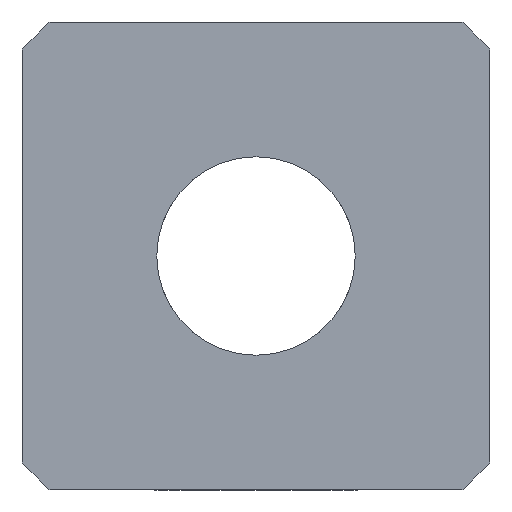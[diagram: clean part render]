
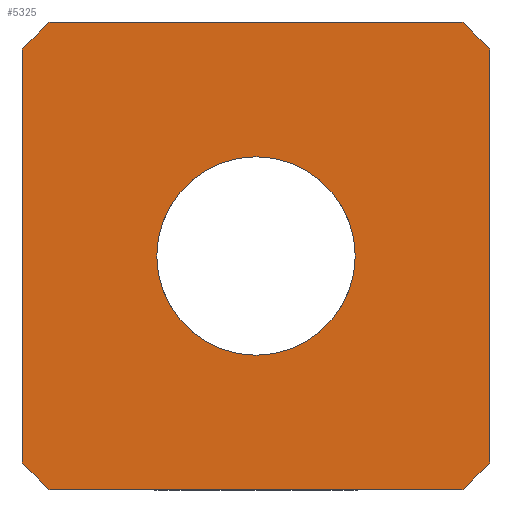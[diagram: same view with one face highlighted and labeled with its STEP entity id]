
A CAD part, left-side view. The second image highlights one B-rep face of the part: STEP entity #5325.
In plain terms, the highlighted planar face has unit normal (-1, 0, 0).
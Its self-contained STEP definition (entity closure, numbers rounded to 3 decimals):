
#44 = AXIS2_PLACEMENT_3D ( 'NONE', #1283, #2214, #1220 ) ;
#63 = CARTESIAN_POINT ( 'NONE',  ( -82.296, -4.193, -4.762 ) ) ;
#128 = CARTESIAN_POINT ( 'NONE',  ( -82.296, -4.763, 4.193 ) ) ;
#162 = VERTEX_POINT ( 'NONE', #3023 ) ;
#213 = FACE_OUTER_BOUND ( 'NONE', #4824, .T. ) ;
#340 = CIRCLE ( 'NONE', #531, 2.019 ) ;
#418 = DIRECTION ( 'NONE',  ( 0., 0., -1. ) ) ;
#431 = AXIS2_PLACEMENT_3D ( 'NONE', #4436, #4001, #4033 ) ;
#531 = AXIS2_PLACEMENT_3D ( 'NONE', #4017, #1738, #3598 ) ;
#577 = LINE ( 'NONE', #2864, #1795 ) ;
#599 = CIRCLE ( 'NONE', #1200, 6.345 ) ;
#603 = ORIENTED_EDGE ( 'NONE', *, *, #3558, .F. ) ;
#644 = CIRCLE ( 'NONE', #44, 6.345 ) ;
#647 = ORIENTED_EDGE ( 'NONE', *, *, #1975, .F. ) ;
#650 = AXIS2_PLACEMENT_3D ( 'NONE', #3713, #5577, #3741 ) ;
#813 = CIRCLE ( 'NONE', #4793, 6.345 ) ;
#826 = EDGE_CURVE ( 'NONE', #5347, #2126, #644, .T. ) ;
#838 = CARTESIAN_POINT ( 'NONE',  ( -82.296, 4.763, 4.193 ) ) ;
#1018 = LINE ( 'NONE', #3860, #1721 ) ;
#1037 = EDGE_CURVE ( 'NONE', #4184, #2689, #2696, .T. ) ;
#1046 = CARTESIAN_POINT ( 'NONE',  ( -82.296, 4.763, -4.762 ) ) ;
#1142 = DIRECTION ( 'NONE',  ( 1., 0., 0. ) ) ;
#1200 = AXIS2_PLACEMENT_3D ( 'NONE', #5533, #3211, #418 ) ;
#1220 = DIRECTION ( 'NONE',  ( 0., 0., -1. ) ) ;
#1283 = CARTESIAN_POINT ( 'NONE',  ( -82.296, 0., 0. ) ) ;
#1332 = DIRECTION ( 'NONE',  ( 0., 0., 1. ) ) ;
#1475 = CARTESIAN_POINT ( 'NONE',  ( -82.296, 0., 0. ) ) ;
#1534 = EDGE_CURVE ( 'NONE', #1883, #4926, #3062, .T. ) ;
#1607 = CARTESIAN_POINT ( 'NONE',  ( -82.296, -4.193, 4.763 ) ) ;
#1721 = VECTOR ( 'NONE', #5221, 1000. ) ;
#1738 = DIRECTION ( 'NONE',  ( -1., 0., 0. ) ) ;
#1795 = VECTOR ( 'NONE', #2436, 1000. ) ;
#1883 = VERTEX_POINT ( 'NONE', #5384 ) ;
#1911 = VECTOR ( 'NONE', #1332, 1000. ) ;
#1975 = EDGE_CURVE ( 'NONE', #3286, #4184, #1018, .T. ) ;
#2024 = ORIENTED_EDGE ( 'NONE', *, *, #826, .F. ) ;
#2051 = FACE_BOUND ( 'NONE', #4346, .T. ) ;
#2102 = AXIS2_PLACEMENT_3D ( 'NONE', #3886, #1142, #4842 ) ;
#2126 = VERTEX_POINT ( 'NONE', #3957 ) ;
#2177 = CARTESIAN_POINT ( 'NONE',  ( -82.296, -4.763, -4.762 ) ) ;
#2214 = DIRECTION ( 'NONE',  ( 1., 0., 0. ) ) ;
#2436 = DIRECTION ( 'NONE',  ( 0., 0., 1. ) ) ;
#2484 = ORIENTED_EDGE ( 'NONE', *, *, #5173, .T. ) ;
#2599 = ORIENTED_EDGE ( 'NONE', *, *, #5064, .T. ) ;
#2638 = EDGE_CURVE ( 'NONE', #5008, #3286, #599, .T. ) ;
#2689 = VERTEX_POINT ( 'NONE', #128 ) ;
#2696 = CIRCLE ( 'NONE', #650, 6.345 ) ;
#2833 = ORIENTED_EDGE ( 'NONE', *, *, #1534, .F. ) ;
#2850 = ORIENTED_EDGE ( 'NONE', *, *, #4257, .F. ) ;
#2864 = CARTESIAN_POINT ( 'NONE',  ( -82.296, 4.763, -4.762 ) ) ;
#2866 = DIRECTION ( 'NONE',  ( 0., -1., 0. ) ) ;
#3023 = CARTESIAN_POINT ( 'NONE',  ( -82.296, -4.763, -4.193 ) ) ;
#3062 = CIRCLE ( 'NONE', #431, 2.019 ) ;
#3211 = DIRECTION ( 'NONE',  ( 1., 0., 0. ) ) ;
#3286 = VERTEX_POINT ( 'NONE', #5340 ) ;
#3377 = PLANE ( 'NONE',  #2102 ) ;
#3558 = EDGE_CURVE ( 'NONE', #2126, #5008, #577, .T. ) ;
#3598 = DIRECTION ( 'NONE',  ( 0., 0., 1. ) ) ;
#3713 = CARTESIAN_POINT ( 'NONE',  ( -82.296, 0., 0. ) ) ;
#3741 = DIRECTION ( 'NONE',  ( 0., 0., -1. ) ) ;
#3860 = CARTESIAN_POINT ( 'NONE',  ( -82.296, 4.763, 4.763 ) ) ;
#3886 = CARTESIAN_POINT ( 'NONE',  ( -82.296, 4.763, -4.762 ) ) ;
#3930 = VECTOR ( 'NONE', #2866, 1000. ) ;
#3953 = CARTESIAN_POINT ( 'NONE',  ( -82.296, 4.193, -4.762 ) ) ;
#3957 = CARTESIAN_POINT ( 'NONE',  ( -82.296, 4.763, -4.193 ) ) ;
#4001 = DIRECTION ( 'NONE',  ( -1., 0., 0. ) ) ;
#4017 = CARTESIAN_POINT ( 'NONE',  ( -82.296, 0., 0. ) ) ;
#4033 = DIRECTION ( 'NONE',  ( 0., 0., 1. ) ) ;
#4184 = VERTEX_POINT ( 'NONE', #1607 ) ;
#4257 = EDGE_CURVE ( 'NONE', #162, #5864, #813, .T. ) ;
#4346 = EDGE_LOOP ( 'NONE', ( #2833, #6008 ) ) ;
#4436 = CARTESIAN_POINT ( 'NONE',  ( -82.296, 0., 0. ) ) ;
#4450 = CARTESIAN_POINT ( 'NONE',  ( -82.296, 0., -2.019 ) ) ;
#4478 = LINE ( 'NONE', #2177, #1911 ) ;
#4647 = DIRECTION ( 'NONE',  ( 0., 0., -1. ) ) ;
#4713 = DIRECTION ( 'NONE',  ( 1., 0., 0. ) ) ;
#4759 = ORIENTED_EDGE ( 'NONE', *, *, #2638, .F. ) ;
#4793 = AXIS2_PLACEMENT_3D ( 'NONE', #1475, #4713, #4647 ) ;
#4824 = EDGE_LOOP ( 'NONE', ( #2024, #2484, #2850, #2599, #5122, #647, #4759, #603 ) ) ;
#4842 = DIRECTION ( 'NONE',  ( 0., 0., -1. ) ) ;
#4926 = VERTEX_POINT ( 'NONE', #4450 ) ;
#5008 = VERTEX_POINT ( 'NONE', #838 ) ;
#5064 = EDGE_CURVE ( 'NONE', #162, #2689, #4478, .T. ) ;
#5076 = EDGE_CURVE ( 'NONE', #4926, #1883, #340, .T. ) ;
#5122 = ORIENTED_EDGE ( 'NONE', *, *, #1037, .F. ) ;
#5173 = EDGE_CURVE ( 'NONE', #5347, #5864, #5664, .T. ) ;
#5221 = DIRECTION ( 'NONE',  ( 0., -1., 0. ) ) ;
#5325 = ADVANCED_FACE ( 'NONE', ( #2051, #213 ), #3377, .F. ) ;
#5340 = CARTESIAN_POINT ( 'NONE',  ( -82.296, 4.193, 4.763 ) ) ;
#5347 = VERTEX_POINT ( 'NONE', #3953 ) ;
#5384 = CARTESIAN_POINT ( 'NONE',  ( -82.296, 0., 2.019 ) ) ;
#5533 = CARTESIAN_POINT ( 'NONE',  ( -82.296, 0., 0. ) ) ;
#5577 = DIRECTION ( 'NONE',  ( 1., 0., 0. ) ) ;
#5664 = LINE ( 'NONE', #1046, #3930 ) ;
#5864 = VERTEX_POINT ( 'NONE', #63 ) ;
#6008 = ORIENTED_EDGE ( 'NONE', *, *, #5076, .F. ) ;
